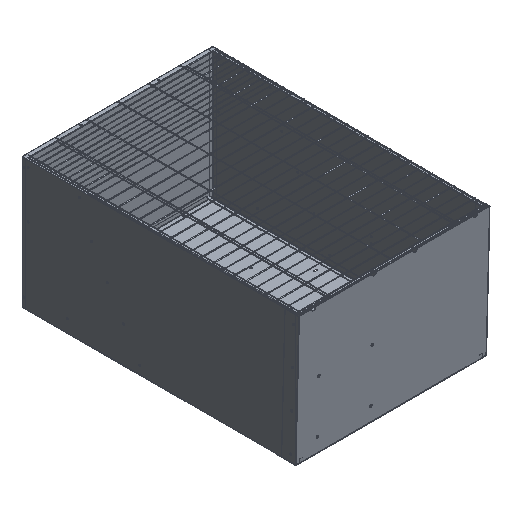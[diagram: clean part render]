
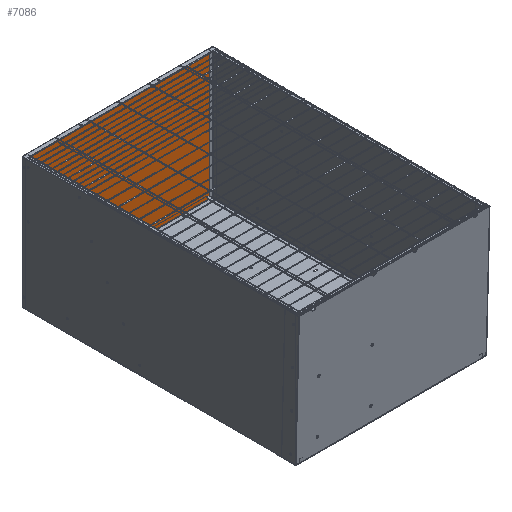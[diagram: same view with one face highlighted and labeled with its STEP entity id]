
A CAD part, isometric view. The second image highlights one B-rep face of the part: STEP entity #7086.
In plain terms, the highlighted planar face has unit normal (0, -1, 0).
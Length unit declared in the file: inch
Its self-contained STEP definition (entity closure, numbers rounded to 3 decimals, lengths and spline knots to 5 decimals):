
#245 = VERTEX_POINT ( 'NONE', #14438 ) ;
#424 = DIRECTION ( 'NONE',  ( 1., 0., 0. ) ) ;
#547 = CARTESIAN_POINT ( 'NONE',  ( -14.31403, 0.30543, -8.96627 ) ) ;
#815 = VERTEX_POINT ( 'NONE', #29474 ) ;
#858 = LINE ( 'NONE', #10132, #15413 ) ;
#1442 = DIRECTION ( 'NONE',  ( 0., 0., -1. ) ) ;
#1448 = VECTOR ( 'NONE', #25560, 39.37008 ) ;
#2097 = PLANE ( 'NONE',  #12629 ) ;
#2391 = LINE ( 'NONE', #547, #31456 ) ;
#3489 = FACE_OUTER_BOUND ( 'NONE', #12437, .T. ) ;
#3972 = VECTOR ( 'NONE', #27267, 39.37008 ) ;
#4018 = CARTESIAN_POINT ( 'NONE',  ( -14.31403, 0.30543, 9.31498 ) ) ;
#4265 = LINE ( 'NONE', #36475, #13828 ) ;
#5035 = DIRECTION ( 'NONE',  ( 0., -1., 0. ) ) ;
#5407 = LINE ( 'NONE', #23776, #19014 ) ;
#5515 = VECTOR ( 'NONE', #7670, 39.37008 ) ;
#6233 = VERTEX_POINT ( 'NONE', #32300 ) ;
#6418 = LINE ( 'NONE', #12881, #29570 ) ;
#7086 = ADVANCED_FACE ( 'NONE', ( #3489 ), #2097, .T. ) ;
#7184 = VERTEX_POINT ( 'NONE', #14040 ) ;
#7670 = DIRECTION ( 'NONE',  ( 0., 0., 1. ) ) ;
#9505 = ORIENTED_EDGE ( 'NONE', *, *, #9950, .T. ) ;
#9950 = EDGE_CURVE ( 'NONE', #245, #28309, #2391, .T. ) ;
#10132 = CARTESIAN_POINT ( 'NONE',  ( -13.78278, 0.30543, 9.81498 ) ) ;
#10243 = LINE ( 'NONE', #35747, #25665 ) ;
#12435 = EDGE_CURVE ( 'NONE', #6233, #36138, #6418, .T. ) ;
#12437 = EDGE_LOOP ( 'NONE', ( #36832, #9505, #12498, #25432, #13160, #21836, #30359, #32338, #31573, #15858 ) ) ;
#12498 = ORIENTED_EDGE ( 'NONE', *, *, #24607, .F. ) ;
#12543 = EDGE_CURVE ( 'NONE', #245, #815, #27770, .T. ) ;
#12629 = AXIS2_PLACEMENT_3D ( 'NONE', #31051, #5035, #25346 ) ;
#12881 = CARTESIAN_POINT ( 'NONE',  ( 13.46722, 0.30543, -8.96627 ) ) ;
#13056 = CARTESIAN_POINT ( 'NONE',  ( -14.31403, 0.30543, -8.96627 ) ) ;
#13160 = ORIENTED_EDGE ( 'NONE', *, *, #17922, .T. ) ;
#13516 = EDGE_CURVE ( 'NONE', #14246, #14230, #858, .T. ) ;
#13828 = VECTOR ( 'NONE', #19059, 39.37008 ) ;
#14040 = CARTESIAN_POINT ( 'NONE',  ( 12.93597, 0.30543, 9.28373 ) ) ;
#14230 = VERTEX_POINT ( 'NONE', #21037 ) ;
#14246 = VERTEX_POINT ( 'NONE', #18342 ) ;
#14438 = CARTESIAN_POINT ( 'NONE',  ( -13.81403, 0.30543, -8.96627 ) ) ;
#14693 = EDGE_CURVE ( 'NONE', #35638, #7184, #5407, .T. ) ;
#14859 = VECTOR ( 'NONE', #33345, 39.37008 ) ;
#15413 = VECTOR ( 'NONE', #1442, 39.37008 ) ;
#15858 = ORIENTED_EDGE ( 'NONE', *, *, #35022, .T. ) ;
#16014 = CARTESIAN_POINT ( 'NONE',  ( 12.96722, 0.30543, 9.28373 ) ) ;
#16798 = CARTESIAN_POINT ( 'NONE',  ( -14.31403, 0.30543, 9.28373 ) ) ;
#17354 = EDGE_CURVE ( 'NONE', #7184, #30635, #10243, .T. ) ;
#17922 = EDGE_CURVE ( 'NONE', #36138, #35638, #4265, .T. ) ;
#18342 = CARTESIAN_POINT ( 'NONE',  ( -13.78278, 0.30543, 9.31498 ) ) ;
#19014 = VECTOR ( 'NONE', #29615, 39.37008 ) ;
#19059 = DIRECTION ( 'NONE',  ( 0., 0., 1. ) ) ;
#21037 = CARTESIAN_POINT ( 'NONE',  ( -13.78278, 0.30543, 9.28373 ) ) ;
#21710 = CARTESIAN_POINT ( 'NONE',  ( 12.96722, 0.30543, -8.96627 ) ) ;
#21836 = ORIENTED_EDGE ( 'NONE', *, *, #14693, .T. ) ;
#23776 = CARTESIAN_POINT ( 'NONE',  ( 13.46722, 0.30543, 9.28373 ) ) ;
#24120 = LINE ( 'NONE', #16798, #1448 ) ;
#24556 = EDGE_CURVE ( 'NONE', #30635, #14246, #28087, .T. ) ;
#24559 = CARTESIAN_POINT ( 'NONE',  ( 12.93597, 0.30543, 9.31498 ) ) ;
#24607 = EDGE_CURVE ( 'NONE', #6233, #28309, #37185, .T. ) ;
#25043 = CARTESIAN_POINT ( 'NONE',  ( -13.81403, 0.30543, -9.46627 ) ) ;
#25346 = DIRECTION ( 'NONE',  ( 0., 0., -1. ) ) ;
#25432 = ORIENTED_EDGE ( 'NONE', *, *, #12435, .T. ) ;
#25560 = DIRECTION ( 'NONE',  ( -1., 0., 0. ) ) ;
#25665 = VECTOR ( 'NONE', #32942, 39.37008 ) ;
#27267 = DIRECTION ( 'NONE',  ( -1., 0., 0. ) ) ;
#27770 = LINE ( 'NONE', #25043, #5515 ) ;
#28087 = LINE ( 'NONE', #4018, #3972 ) ;
#28309 = VERTEX_POINT ( 'NONE', #34866 ) ;
#29474 = CARTESIAN_POINT ( 'NONE',  ( -13.81403, 0.30543, 9.28373 ) ) ;
#29570 = VECTOR ( 'NONE', #33160, 39.37008 ) ;
#29615 = DIRECTION ( 'NONE',  ( -1., 0., 0. ) ) ;
#30359 = ORIENTED_EDGE ( 'NONE', *, *, #17354, .T. ) ;
#30635 = VERTEX_POINT ( 'NONE', #24559 ) ;
#31051 = CARTESIAN_POINT ( 'NONE',  ( -14.31403, 0.30543, -9.46627 ) ) ;
#31456 = VECTOR ( 'NONE', #424, 39.37008 ) ;
#31573 = ORIENTED_EDGE ( 'NONE', *, *, #13516, .T. ) ;
#32300 = CARTESIAN_POINT ( 'NONE',  ( 12.27972, 0.30543, -8.96627 ) ) ;
#32338 = ORIENTED_EDGE ( 'NONE', *, *, #24556, .T. ) ;
#32942 = DIRECTION ( 'NONE',  ( 0., 0., 1. ) ) ;
#33160 = DIRECTION ( 'NONE',  ( 1., 0., 0. ) ) ;
#33345 = DIRECTION ( 'NONE',  ( -1., 0., 0. ) ) ;
#34866 = CARTESIAN_POINT ( 'NONE',  ( -13.12653, 0.30543, -8.96627 ) ) ;
#35022 = EDGE_CURVE ( 'NONE', #14230, #815, #24120, .T. ) ;
#35638 = VERTEX_POINT ( 'NONE', #16014 ) ;
#35747 = CARTESIAN_POINT ( 'NONE',  ( 12.93597, 0.30543, 9.81498 ) ) ;
#36138 = VERTEX_POINT ( 'NONE', #21710 ) ;
#36475 = CARTESIAN_POINT ( 'NONE',  ( 12.96722, 0.30543, -9.46627 ) ) ;
#36832 = ORIENTED_EDGE ( 'NONE', *, *, #12543, .F. ) ;
#37185 = LINE ( 'NONE', #13056, #14859 ) ;
